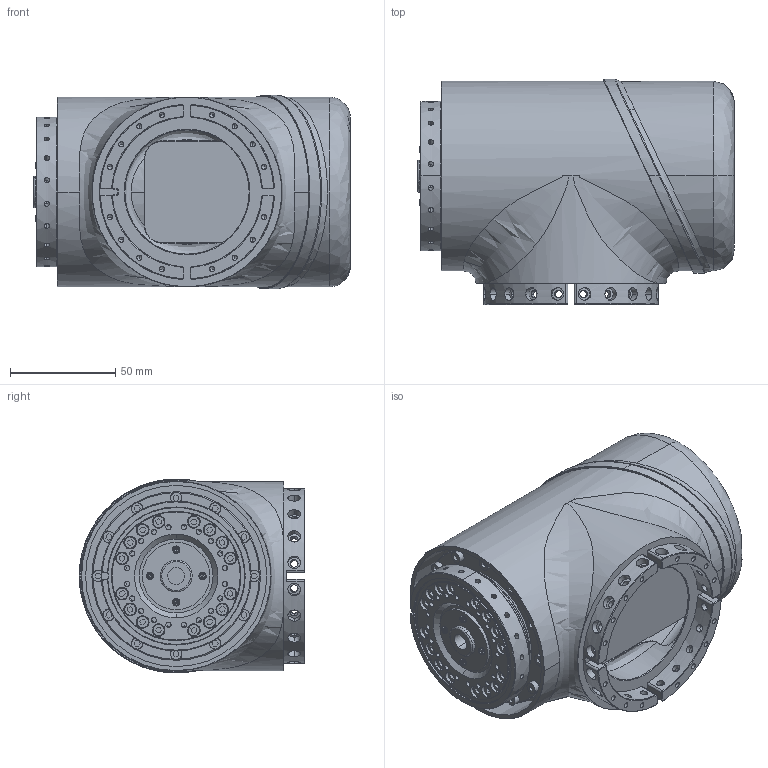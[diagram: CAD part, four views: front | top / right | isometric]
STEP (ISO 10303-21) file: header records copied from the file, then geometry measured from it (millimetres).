
FILE_DESCRIPTION (( 'STEP AP203' ), '1' );
FILE_NAME ('3211701-000000-002 RJSII-17壽誹L倰-RevB2.STEP', '2023-04-19T02:13:14', ( '' ), ( '' ), 'SwSTEP 2.0', 'SolidWorks 2016', '' );
FILE_SCHEMA (( 'CONFIG_CONTROL_DESIGN' ));
Products named in the file (1): 3211701-000000-002 RJSII-17壽誹L倰-RevB2
Bounding box: 150.25 x 107 x 92 mm (x, y, z)
Volume: 906751.9 mm3; surface area: 117605 mm2
Topology: 23 solids, 69 shells, 1904 faces, 4384 edges, 2717 vertices
Faces by surface type: cylinder 779, plane 658, cone 266, torus 138, bspline 47, sphere 16
Entity records: 69231 total; most frequent: CARTESIAN_POINT 25789, DIRECTION 9552, ORIENTED_EDGE 8526, EDGE_CURVE 4263, AXIS2_PLACEMENT_3D 3807, VERTEX_POINT 2717, EDGE_LOOP 2210, CIRCLE 1949
